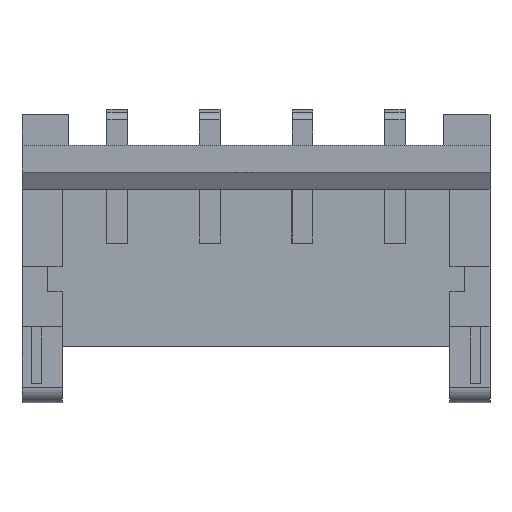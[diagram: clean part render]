
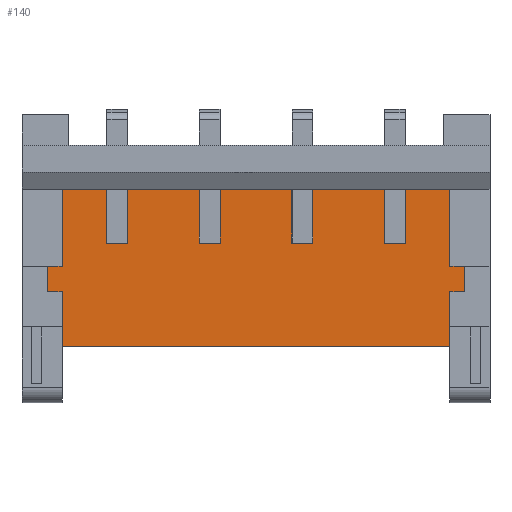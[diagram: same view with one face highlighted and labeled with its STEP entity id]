
A CAD part, top view. The second image highlights one B-rep face of the part: STEP entity #140.
In plain terms, the highlighted planar face has unit normal (0, 0, 1).
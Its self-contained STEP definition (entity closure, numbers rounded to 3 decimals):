
#140=ADVANCED_FACE('',(#447),#299,.T.);
#299=PLANE('',#3335);
#447=FACE_OUTER_BOUND('',#616,.T.);
#616=EDGE_LOOP('',(#1074,#1075,#1076,#1077,#1078,#1079,#1080,#1081,#1082,
#1083,#1084,#1085,#1086,#1087,#1088,#1089,#1090,#1091,#1092,#1093,#1094,
#1095,#1096,#1097,#1098,#1099,#1100,#1101,#1102,#1103,#1104,#1105));
#1074=ORIENTED_EDGE('',*,*,#2180,.F.);
#1075=ORIENTED_EDGE('',*,*,#1982,.F.);
#1076=ORIENTED_EDGE('',*,*,#2181,.F.);
#1077=ORIENTED_EDGE('',*,*,#2182,.F.);
#1078=ORIENTED_EDGE('',*,*,#2183,.F.);
#1079=ORIENTED_EDGE('',*,*,#1978,.F.);
#1080=ORIENTED_EDGE('',*,*,#2184,.F.);
#1081=ORIENTED_EDGE('',*,*,#2185,.F.);
#1082=ORIENTED_EDGE('',*,*,#2186,.F.);
#1083=ORIENTED_EDGE('',*,*,#1974,.F.);
#1084=ORIENTED_EDGE('',*,*,#2187,.T.);
#1085=ORIENTED_EDGE('',*,*,#2188,.T.);
#1086=ORIENTED_EDGE('',*,*,#2179,.F.);
#1087=ORIENTED_EDGE('',*,*,#2160,.F.);
#1088=ORIENTED_EDGE('',*,*,#2163,.F.);
#1089=ORIENTED_EDGE('',*,*,#2165,.F.);
#1090=ORIENTED_EDGE('',*,*,#2167,.F.);
#1091=ORIENTED_EDGE('',*,*,#2189,.F.);
#1092=ORIENTED_EDGE('',*,*,#2169,.F.);
#1093=ORIENTED_EDGE('',*,*,#2172,.F.);
#1094=ORIENTED_EDGE('',*,*,#2173,.F.);
#1095=ORIENTED_EDGE('',*,*,#2157,.F.);
#1096=ORIENTED_EDGE('',*,*,#2176,.F.);
#1097=ORIENTED_EDGE('',*,*,#2190,.T.);
#1098=ORIENTED_EDGE('',*,*,#2191,.T.);
#1099=ORIENTED_EDGE('',*,*,#1964,.F.);
#1100=ORIENTED_EDGE('',*,*,#2192,.F.);
#1101=ORIENTED_EDGE('',*,*,#2193,.F.);
#1102=ORIENTED_EDGE('',*,*,#2194,.F.);
#1103=ORIENTED_EDGE('',*,*,#1960,.F.);
#1104=ORIENTED_EDGE('',*,*,#2195,.F.);
#1105=ORIENTED_EDGE('',*,*,#2196,.F.);
#1654=VERTEX_POINT('',#4299);
#1655=VERTEX_POINT('',#4301);
#1658=VERTEX_POINT('',#4307);
#1659=VERTEX_POINT('',#4309);
#1668=VERTEX_POINT('',#4327);
#1669=VERTEX_POINT('',#4329);
#1672=VERTEX_POINT('',#4335);
#1673=VERTEX_POINT('',#4337);
#1676=VERTEX_POINT('',#4343);
#1677=VERTEX_POINT('',#4345);
#1806=VERTEX_POINT('',#4687);
#1807=VERTEX_POINT('',#4689);
#1808=VERTEX_POINT('',#4693);
#1809=VERTEX_POINT('',#4695);
#1810=VERTEX_POINT('',#4699);
#1811=VERTEX_POINT('',#4703);
#1812=VERTEX_POINT('',#4707);
#1813=VERTEX_POINT('',#4711);
#1814=VERTEX_POINT('',#4713);
#1815=VERTEX_POINT('',#4717);
#1817=VERTEX_POINT('',#4725);
#1818=VERTEX_POINT('',#4729);
#1820=VERTEX_POINT('',#4735);
#1821=VERTEX_POINT('',#4737);
#1822=VERTEX_POINT('',#4739);
#1823=VERTEX_POINT('',#4742);
#1824=VERTEX_POINT('',#4744);
#1825=VERTEX_POINT('',#4747);
#1826=VERTEX_POINT('',#4751);
#1827=VERTEX_POINT('',#4754);
#1828=VERTEX_POINT('',#4756);
#1829=VERTEX_POINT('',#4759);
#1960=EDGE_CURVE('',#1654,#1655,#2421,.T.);
#1964=EDGE_CURVE('',#1658,#1659,#2425,.T.);
#1974=EDGE_CURVE('',#1668,#1669,#2435,.T.);
#1978=EDGE_CURVE('',#1672,#1673,#2439,.T.);
#1982=EDGE_CURVE('',#1676,#1677,#2443,.T.);
#2157=EDGE_CURVE('',#1806,#1807,#2610,.T.);
#2160=EDGE_CURVE('',#1808,#1809,#2613,.T.);
#2163=EDGE_CURVE('',#1810,#1808,#2616,.T.);
#2165=EDGE_CURVE('',#1811,#1810,#2618,.T.);
#2167=EDGE_CURVE('',#1812,#1811,#2620,.T.);
#2169=EDGE_CURVE('',#1813,#1814,#2622,.T.);
#2172=EDGE_CURVE('',#1815,#1813,#2625,.T.);
#2173=EDGE_CURVE('',#1807,#1815,#2626,.T.);
#2176=EDGE_CURVE('',#1817,#1806,#2629,.T.);
#2179=EDGE_CURVE('',#1809,#1818,#2632,.T.);
#2180=EDGE_CURVE('',#1677,#1820,#2633,.T.);
#2181=EDGE_CURVE('',#1821,#1676,#2634,.T.);
#2182=EDGE_CURVE('',#1822,#1821,#2635,.T.);
#2183=EDGE_CURVE('',#1673,#1822,#2636,.T.);
#2184=EDGE_CURVE('',#1823,#1672,#2637,.T.);
#2185=EDGE_CURVE('',#1824,#1823,#2638,.T.);
#2186=EDGE_CURVE('',#1669,#1824,#2639,.T.);
#2187=EDGE_CURVE('',#1668,#1825,#2640,.T.);
#2188=EDGE_CURVE('',#1825,#1818,#2641,.T.);
#2189=EDGE_CURVE('',#1814,#1812,#2642,.T.);
#2190=EDGE_CURVE('',#1817,#1826,#2643,.T.);
#2191=EDGE_CURVE('',#1826,#1659,#2644,.T.);
#2192=EDGE_CURVE('',#1827,#1658,#2645,.T.);
#2193=EDGE_CURVE('',#1828,#1827,#2646,.T.);
#2194=EDGE_CURVE('',#1655,#1828,#2647,.T.);
#2195=EDGE_CURVE('',#1829,#1654,#2648,.T.);
#2196=EDGE_CURVE('',#1820,#1829,#2649,.T.);
#2421=LINE('',#4300,#2850);
#2425=LINE('',#4308,#2854);
#2435=LINE('',#4328,#2864);
#2439=LINE('',#4336,#2868);
#2443=LINE('',#4344,#2872);
#2610=LINE('',#4688,#3039);
#2613=LINE('',#4694,#3042);
#2616=LINE('',#4700,#3045);
#2618=LINE('',#4704,#3047);
#2620=LINE('',#4708,#3049);
#2622=LINE('',#4712,#3051);
#2625=LINE('',#4718,#3054);
#2626=LINE('',#4720,#3055);
#2629=LINE('',#4726,#3058);
#2632=LINE('',#4732,#3061);
#2633=LINE('',#4734,#3062);
#2634=LINE('',#4736,#3063);
#2635=LINE('',#4738,#3064);
#2636=LINE('',#4740,#3065);
#2637=LINE('',#4741,#3066);
#2638=LINE('',#4743,#3067);
#2639=LINE('',#4745,#3068);
#2640=LINE('',#4746,#3069);
#2641=LINE('',#4748,#3070);
#2642=LINE('',#4749,#3071);
#2643=LINE('',#4750,#3072);
#2644=LINE('',#4752,#3073);
#2645=LINE('',#4753,#3074);
#2646=LINE('',#4755,#3075);
#2647=LINE('',#4757,#3076);
#2648=LINE('',#4758,#3077);
#2649=LINE('',#4760,#3078);
#2850=VECTOR('',#3477,1.);
#2854=VECTOR('',#3481,1.);
#2864=VECTOR('',#3491,1.);
#2868=VECTOR('',#3495,1.);
#2872=VECTOR('',#3499,1.);
#3039=VECTOR('',#3760,1.);
#3042=VECTOR('',#3765,1.);
#3045=VECTOR('',#3770,1.);
#3047=VECTOR('',#3774,1.);
#3049=VECTOR('',#3778,1.);
#3051=VECTOR('',#3782,1.);
#3054=VECTOR('',#3787,1.);
#3055=VECTOR('',#3790,1.);
#3058=VECTOR('',#3795,1.);
#3061=VECTOR('',#3800,1.);
#3062=VECTOR('',#3803,1.);
#3063=VECTOR('',#3804,1.);
#3064=VECTOR('',#3805,1.);
#3065=VECTOR('',#3806,1.);
#3066=VECTOR('',#3807,1.);
#3067=VECTOR('',#3808,1.);
#3068=VECTOR('',#3809,1.);
#3069=VECTOR('',#3810,1.);
#3070=VECTOR('',#3811,1.);
#3071=VECTOR('',#3812,1.);
#3072=VECTOR('',#3813,1.);
#3073=VECTOR('',#3814,1.);
#3074=VECTOR('',#3815,1.);
#3075=VECTOR('',#3816,1.);
#3076=VECTOR('',#3817,1.);
#3077=VECTOR('',#3818,1.);
#3078=VECTOR('',#3819,1.);
#3335=AXIS2_PLACEMENT_3D('',#4761,#3820,#3821);
#3477=DIRECTION('',(1.,0.,0.));
#3481=DIRECTION('',(1.,0.,0.));
#3491=DIRECTION('',(1.,0.,0.));
#3495=DIRECTION('',(1.,0.,0.));
#3499=DIRECTION('',(1.,0.,0.));
#3760=DIRECTION('',(1.,0.,0.));
#3765=DIRECTION('',(1.,0.,0.));
#3770=DIRECTION('',(0.,1.,0.));
#3774=DIRECTION('',(-1.,0.,0.));
#3778=DIRECTION('',(0.,1.,0.));
#3782=DIRECTION('',(0.,-1.,0.));
#3787=DIRECTION('',(-1.,0.,0.));
#3790=DIRECTION('',(0.,-1.,0.));
#3795=DIRECTION('',(0.,-1.,0.));
#3800=DIRECTION('',(0.,1.,0.));
#3803=DIRECTION('',(0.,-1.,0.));
#3804=DIRECTION('',(0.,1.,0.));
#3805=DIRECTION('',(1.,0.,0.));
#3806=DIRECTION('',(0.,-1.,0.));
#3807=DIRECTION('',(0.,1.,0.));
#3808=DIRECTION('',(1.,0.,0.));
#3809=DIRECTION('',(0.,-1.,0.));
#3810=DIRECTION('',(0.,-1.,0.));
#3811=DIRECTION('',(1.,0.,0.));
#3812=DIRECTION('',(-1.,0.,0.));
#3813=DIRECTION('',(1.,0.,0.));
#3814=DIRECTION('',(0.,1.,0.));
#3815=DIRECTION('',(0.,1.,0.));
#3816=DIRECTION('',(1.,0.,0.));
#3817=DIRECTION('',(0.,-1.,0.));
#3818=DIRECTION('',(0.,1.,0.));
#3819=DIRECTION('',(1.,0.,0.));
#3820=DIRECTION('',(0.,0.,1.));
#3821=DIRECTION('',(1.,0.,0.));
#4299=CARTESIAN_POINT('',(1.1,5.67,0.2));
#4300=CARTESIAN_POINT('',(3.77,5.67,0.2));
#4301=CARTESIAN_POINT('',(2.5,5.67,0.2));
#4307=CARTESIAN_POINT('',(2.9,5.67,0.2));
#4308=CARTESIAN_POINT('',(3.77,5.67,0.2));
#4309=CARTESIAN_POINT('',(4.13,5.67,0.2));
#4327=CARTESIAN_POINT('',(-4.13,5.67,0.2));
#4328=CARTESIAN_POINT('',(3.77,5.67,0.2));
#4329=CARTESIAN_POINT('',(-2.9,5.67,0.2));
#4335=CARTESIAN_POINT('',(-2.5,5.67,0.2));
#4336=CARTESIAN_POINT('',(3.77,5.67,0.2));
#4337=CARTESIAN_POINT('',(-1.1,5.67,0.2));
#4343=CARTESIAN_POINT('',(-0.7,5.67,0.2));
#4344=CARTESIAN_POINT('',(3.77,5.67,0.2));
#4345=CARTESIAN_POINT('',(0.7,5.67,0.2));
#4687=CARTESIAN_POINT('',(3.77,4.17,0.2));
#4688=CARTESIAN_POINT('',(4.05,4.17,0.2));
#4689=CARTESIAN_POINT('',(4.05,4.17,0.2));
#4693=CARTESIAN_POINT('',(-4.05,4.17,0.2));
#4694=CARTESIAN_POINT('',(-3.77,4.17,0.2));
#4695=CARTESIAN_POINT('',(-3.77,4.17,0.2));
#4699=CARTESIAN_POINT('',(-4.05,3.67,0.2));
#4700=CARTESIAN_POINT('',(-4.05,4.17,0.2));
#4703=CARTESIAN_POINT('',(-3.77,3.67,0.2));
#4704=CARTESIAN_POINT('',(-4.05,3.67,0.2));
#4707=CARTESIAN_POINT('',(-3.77,2.62,0.2));
#4708=CARTESIAN_POINT('',(-3.77,3.67,0.2));
#4711=CARTESIAN_POINT('',(3.77,3.67,0.2));
#4712=CARTESIAN_POINT('',(3.77,2.62,0.2));
#4713=CARTESIAN_POINT('',(3.77,2.62,0.2));
#4717=CARTESIAN_POINT('',(4.05,3.67,0.2));
#4718=CARTESIAN_POINT('',(3.77,3.67,0.2));
#4720=CARTESIAN_POINT('',(4.05,3.67,0.2));
#4725=CARTESIAN_POINT('',(3.77,4.33,0.2));
#4726=CARTESIAN_POINT('',(3.77,4.17,0.2));
#4729=CARTESIAN_POINT('',(-3.77,4.33,0.2));
#4732=CARTESIAN_POINT('',(-3.77,5.67,0.2));
#4734=CARTESIAN_POINT('',(0.7,5.67,0.2));
#4735=CARTESIAN_POINT('',(0.7,4.62,0.2));
#4736=CARTESIAN_POINT('',(-0.7,4.62,0.2));
#4737=CARTESIAN_POINT('',(-0.7,4.62,0.2));
#4738=CARTESIAN_POINT('',(-1.1,4.62,0.2));
#4739=CARTESIAN_POINT('',(-1.1,4.62,0.2));
#4740=CARTESIAN_POINT('',(-1.1,5.67,0.2));
#4741=CARTESIAN_POINT('',(-2.5,4.62,0.2));
#4742=CARTESIAN_POINT('',(-2.5,4.62,0.2));
#4743=CARTESIAN_POINT('',(-2.9,4.62,0.2));
#4744=CARTESIAN_POINT('',(-2.9,4.62,0.2));
#4745=CARTESIAN_POINT('',(-2.9,5.67,0.2));
#4746=CARTESIAN_POINT('',(-4.13,4.33,0.2));
#4747=CARTESIAN_POINT('',(-4.13,4.33,0.2));
#4748=CARTESIAN_POINT('',(-3.62,4.33,0.2));
#4749=CARTESIAN_POINT('',(-3.77,2.62,0.2));
#4750=CARTESIAN_POINT('',(4.13,4.33,0.2));
#4751=CARTESIAN_POINT('',(4.13,4.33,0.2));
#4752=CARTESIAN_POINT('',(4.13,5.67,0.2));
#4753=CARTESIAN_POINT('',(2.9,4.62,0.2));
#4754=CARTESIAN_POINT('',(2.9,4.62,0.2));
#4755=CARTESIAN_POINT('',(2.5,4.62,0.2));
#4756=CARTESIAN_POINT('',(2.5,4.62,0.2));
#4757=CARTESIAN_POINT('',(2.5,5.67,0.2));
#4758=CARTESIAN_POINT('',(1.1,4.62,0.2));
#4759=CARTESIAN_POINT('',(1.1,4.62,0.2));
#4760=CARTESIAN_POINT('',(0.7,4.62,0.2));
#4761=CARTESIAN_POINT('',(0.,0.,0.2));
